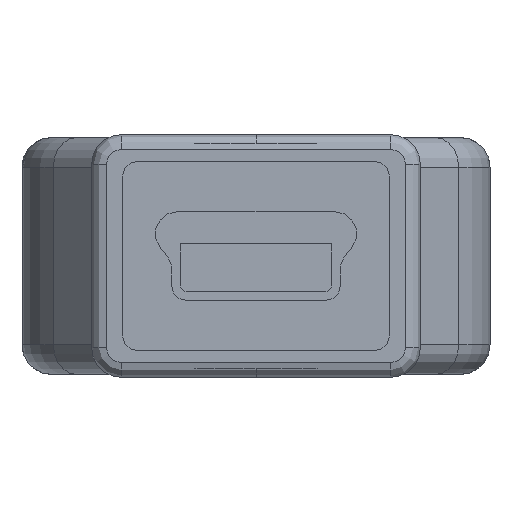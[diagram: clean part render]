
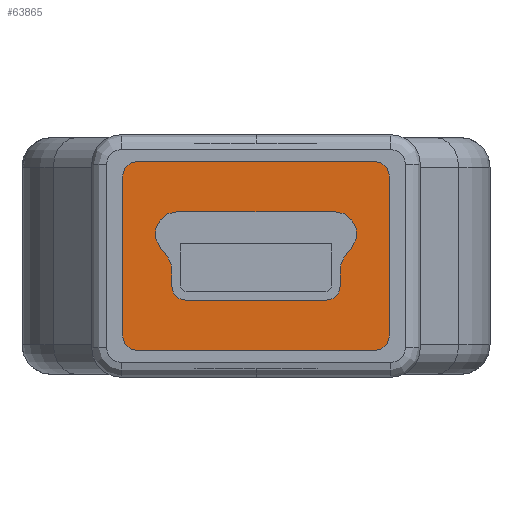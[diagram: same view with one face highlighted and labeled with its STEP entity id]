
A CAD part, front view. The second image highlights one B-rep face of the part: STEP entity #63865.
In plain terms, the highlighted face is planar.
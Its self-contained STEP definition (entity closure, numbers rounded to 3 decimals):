
#58790=DIRECTION('',(1.,0.,0.));
#58791=VECTOR('',#58790,8.);
#58792=CARTESIAN_POINT('',(-4.,1.8,3.2));
#58793=LINE('',#58792,#58791);
#58802=CARTESIAN_POINT('',(-4.,1.8,2.7));
#58803=DIRECTION('',(0.,-1.,0.));
#58804=DIRECTION('',(0.,0.,1.));
#58805=AXIS2_PLACEMENT_3D('',#58802,#58803,#58804);
#58807=CARTESIAN_POINT('',(4.,1.8,2.7));
#58808=DIRECTION('',(0.,-1.,0.));
#58809=DIRECTION('',(1.,0.,0.));
#58810=AXIS2_PLACEMENT_3D('',#58807,#58808,#58809);
#58812=CARTESIAN_POINT('',(4.,1.8,-2.7));
#58813=DIRECTION('',(0.,-1.,0.));
#58814=DIRECTION('',(0.,0.,-1.));
#58815=AXIS2_PLACEMENT_3D('',#58812,#58813,#58814);
#58817=CARTESIAN_POINT('',(-4.,1.8,-2.7));
#58818=DIRECTION('',(0.,-1.,0.));
#58819=DIRECTION('',(-1.,0.,0.));
#58820=AXIS2_PLACEMENT_3D('',#58817,#58818,#58819);
#58822=DIRECTION('',(-0.625,0.,-0.78));
#58823=VECTOR('',#58822,0.353);
#58824=CARTESIAN_POINT('',(3.235,1.8,0.281));
#58825=LINE('',#58824,#58823);
#58826=CARTESIAN_POINT('',(2.65,1.8,0.75));
#58827=DIRECTION('',(0.,1.,0.));
#58828=DIRECTION('',(0.,0.,1.));
#58829=AXIS2_PLACEMENT_3D('',#58826,#58827,#58828);
#58831=CARTESIAN_POINT('',(-2.65,1.8,0.75));
#58832=DIRECTION('',(0.,1.,0.));
#58833=DIRECTION('',(-0.78,0.,-0.625));
#58834=AXIS2_PLACEMENT_3D('',#58831,#58832,#58833);
#58836=DIRECTION('',(-0.625,0.,0.78));
#58837=VECTOR('',#58836,0.353);
#58838=CARTESIAN_POINT('',(-3.015,1.8,0.006));
#58839=LINE('',#58838,#58837);
#58840=CARTESIAN_POINT('',(-3.6,1.8,-0.463));
#58841=DIRECTION('',(0.,-1.,0.));
#58842=DIRECTION('',(1.,0.,0.));
#58843=AXIS2_PLACEMENT_3D('',#58840,#58841,#58842);
#58845=CARTESIAN_POINT('',(-2.35,1.8,-1.));
#58846=DIRECTION('',(0.,1.,0.));
#58847=DIRECTION('',(0.,0.,-1.));
#58848=AXIS2_PLACEMENT_3D('',#58845,#58846,#58847);
#58850=CARTESIAN_POINT('',(2.35,1.8,-1.));
#58851=DIRECTION('',(0.,1.,0.));
#58852=DIRECTION('',(1.,0.,0.));
#58853=AXIS2_PLACEMENT_3D('',#58850,#58851,#58852);
#58855=CARTESIAN_POINT('',(3.6,1.8,-0.463));
#58856=DIRECTION('',(0.,-1.,0.));
#58857=DIRECTION('',(-0.78,0.,0.625));
#58858=AXIS2_PLACEMENT_3D('',#58855,#58856,#58857);
#58868=DIRECTION('',(0.,0.,-1.));
#58869=VECTOR('',#58868,5.4);
#58870=CARTESIAN_POINT('',(4.5,1.8,2.7));
#58871=LINE('',#58870,#58869);
#58888=DIRECTION('',(-1.,0.,0.));
#58889=VECTOR('',#58888,8.);
#58890=CARTESIAN_POINT('',(4.,1.8,-3.2));
#58891=LINE('',#58890,#58889);
#58904=DIRECTION('',(0.,0.,1.));
#58905=VECTOR('',#58904,5.4);
#58906=CARTESIAN_POINT('',(-4.5,1.8,-2.7));
#58907=LINE('',#58906,#58905);
#58964=DIRECTION('',(-1.,0.,0.));
#58965=VECTOR('',#58964,5.3);
#58966=CARTESIAN_POINT('',(2.65,1.8,1.5));
#58967=LINE('',#58966,#58965);
#58988=DIRECTION('',(0.,0.,-1.));
#58989=VECTOR('',#58988,0.537);
#58990=CARTESIAN_POINT('',(-2.85,1.8,-0.463));
#58991=LINE('',#58990,#58989);
#59004=DIRECTION('',(1.,0.,0.));
#59005=VECTOR('',#59004,4.7);
#59006=CARTESIAN_POINT('',(-2.35,1.8,-1.5));
#59007=LINE('',#59006,#59005);
#59020=DIRECTION('',(0.,0.,1.));
#59021=VECTOR('',#59020,0.537);
#59022=CARTESIAN_POINT('',(2.85,1.8,-1.));
#59023=LINE('',#59022,#59021);
#59815=CARTESIAN_POINT('',(-4.,1.8,3.2));
#59816=CARTESIAN_POINT('',(-4.5,1.8,2.7));
#59817=VERTEX_POINT('',#59815);
#59818=VERTEX_POINT('',#59816);
#59819=CARTESIAN_POINT('',(4.,1.8,3.2));
#59820=VERTEX_POINT('',#59819);
#59821=CARTESIAN_POINT('',(4.5,1.8,2.7));
#59822=VERTEX_POINT('',#59821);
#59823=CARTESIAN_POINT('',(4.5,1.8,-2.7));
#59824=VERTEX_POINT('',#59823);
#59825=CARTESIAN_POINT('',(4.,1.8,-3.2));
#59826=VERTEX_POINT('',#59825);
#59827=CARTESIAN_POINT('',(-4.,1.8,-3.2));
#59828=VERTEX_POINT('',#59827);
#59829=CARTESIAN_POINT('',(-4.5,1.8,-2.7));
#59830=VERTEX_POINT('',#59829);
#59831=CARTESIAN_POINT('',(3.235,1.8,0.281));
#59832=CARTESIAN_POINT('',(3.015,1.8,0.006));
#59833=VERTEX_POINT('',#59831);
#59834=VERTEX_POINT('',#59832);
#59835=CARTESIAN_POINT('',(2.65,1.8,1.5));
#59836=VERTEX_POINT('',#59835);
#59837=CARTESIAN_POINT('',(-2.65,1.8,1.5));
#59838=VERTEX_POINT('',#59837);
#59839=CARTESIAN_POINT('',(-3.235,1.8,0.281));
#59840=VERTEX_POINT('',#59839);
#59841=CARTESIAN_POINT('',(-3.015,1.8,0.006));
#59842=VERTEX_POINT('',#59841);
#59843=CARTESIAN_POINT('',(-2.85,1.8,-0.463));
#59844=VERTEX_POINT('',#59843);
#59845=CARTESIAN_POINT('',(-2.85,1.8,-1.));
#59846=VERTEX_POINT('',#59845);
#59847=CARTESIAN_POINT('',(-2.35,1.8,-1.5));
#59848=VERTEX_POINT('',#59847);
#59849=CARTESIAN_POINT('',(2.35,1.8,-1.5));
#59850=VERTEX_POINT('',#59849);
#59851=CARTESIAN_POINT('',(2.85,1.8,-1.));
#59852=VERTEX_POINT('',#59851);
#59853=CARTESIAN_POINT('',(2.85,1.8,-0.463));
#59854=VERTEX_POINT('',#59853);
#63818=CARTESIAN_POINT('',(0.,1.8,0.));
#63819=DIRECTION('',(0.,1.,0.));
#63820=DIRECTION('',(0.,0.,-1.));
#63821=AXIS2_PLACEMENT_3D('',#63818,#63819,#63820);
#63822=PLANE('',#63821);
#63823=ORIENTED_EDGE('',*,*,#63809,.F.);
#63824=ORIENTED_EDGE('',*,*,#63799,.T.);
#63826=ORIENTED_EDGE('',*,*,#63825,.F.);
#63828=ORIENTED_EDGE('',*,*,#63827,.T.);
#63830=ORIENTED_EDGE('',*,*,#63829,.F.);
#63832=ORIENTED_EDGE('',*,*,#63831,.T.);
#63834=ORIENTED_EDGE('',*,*,#63833,.F.);
#63836=ORIENTED_EDGE('',*,*,#63835,.T.);
#63837=EDGE_LOOP('',(#63823,#63824,#63826,#63828,#63830,#63832,#63834,#63836));
#63838=FACE_OUTER_BOUND('',#63837,.F.);
#63840=ORIENTED_EDGE('',*,*,#63839,.F.);
#63842=ORIENTED_EDGE('',*,*,#63841,.F.);
#63844=ORIENTED_EDGE('',*,*,#63843,.T.);
#63846=ORIENTED_EDGE('',*,*,#63845,.F.);
#63848=ORIENTED_EDGE('',*,*,#63847,.F.);
#63850=ORIENTED_EDGE('',*,*,#63849,.F.);
#63852=ORIENTED_EDGE('',*,*,#63851,.T.);
#63854=ORIENTED_EDGE('',*,*,#63853,.F.);
#63856=ORIENTED_EDGE('',*,*,#63855,.T.);
#63858=ORIENTED_EDGE('',*,*,#63857,.F.);
#63860=ORIENTED_EDGE('',*,*,#63859,.T.);
#63862=ORIENTED_EDGE('',*,*,#63861,.F.);
#63863=EDGE_LOOP('',(#63840,#63842,#63844,#63846,#63848,#63850,#63852,#63854,
#63856,#63858,#63860,#63862));
#63864=FACE_BOUND('',#63863,.F.);
#58806=CIRCLE('',#58805,0.5);
#58811=CIRCLE('',#58810,0.5);
#58816=CIRCLE('',#58815,0.5);
#58821=CIRCLE('',#58820,0.5);
#58830=CIRCLE('',#58829,0.75);
#58835=CIRCLE('',#58834,0.75);
#58844=CIRCLE('',#58843,0.75);
#58849=CIRCLE('',#58848,0.5);
#58854=CIRCLE('',#58853,0.5);
#58859=CIRCLE('',#58858,0.75);
#63799=EDGE_CURVE('',#59817,#59820,#58793,.T.);
#63809=EDGE_CURVE('',#59817,#59818,#58806,.T.);
#63825=EDGE_CURVE('',#59822,#59820,#58811,.T.);
#63827=EDGE_CURVE('',#59822,#59824,#58871,.T.);
#63829=EDGE_CURVE('',#59826,#59824,#58816,.T.);
#63831=EDGE_CURVE('',#59826,#59828,#58891,.T.);
#63833=EDGE_CURVE('',#59830,#59828,#58821,.T.);
#63835=EDGE_CURVE('',#59830,#59818,#58907,.T.);
#63839=EDGE_CURVE('',#59833,#59834,#58825,.T.);
#63841=EDGE_CURVE('',#59836,#59833,#58830,.T.);
#63843=EDGE_CURVE('',#59836,#59838,#58967,.T.);
#63845=EDGE_CURVE('',#59840,#59838,#58835,.T.);
#63847=EDGE_CURVE('',#59842,#59840,#58839,.T.);
#63849=EDGE_CURVE('',#59844,#59842,#58844,.T.);
#63851=EDGE_CURVE('',#59844,#59846,#58991,.T.);
#63853=EDGE_CURVE('',#59848,#59846,#58849,.T.);
#63855=EDGE_CURVE('',#59848,#59850,#59007,.T.);
#63857=EDGE_CURVE('',#59852,#59850,#58854,.T.);
#63859=EDGE_CURVE('',#59852,#59854,#59023,.T.);
#63861=EDGE_CURVE('',#59834,#59854,#58859,.T.);
#63865=ADVANCED_FACE('',(#63838,#63864),#63822,.F.);
